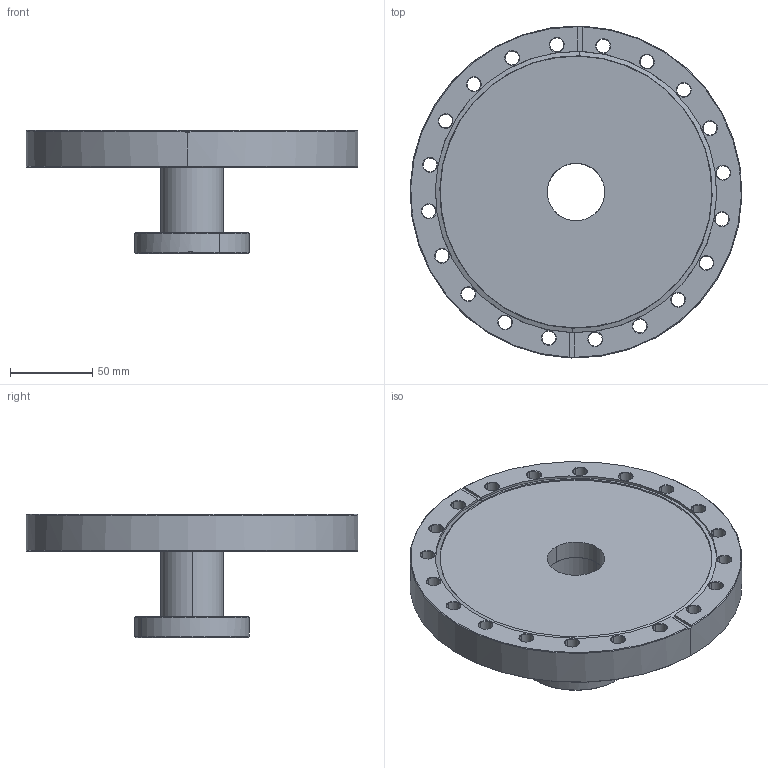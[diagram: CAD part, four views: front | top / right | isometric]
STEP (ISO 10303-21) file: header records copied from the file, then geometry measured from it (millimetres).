
FILE_DESCRIPTION (( 'STEP AP214' ), '1' );
FILE_NAME ('Hositrad_CFA150-38L.STEP', '2017-05-09T08:29:00', ( 'Gebruiker' ), ( '' ), 'SwSTEP 2.0', 'SolidWorks 2017', '' );
FILE_SCHEMA (( 'AUTOMOTIVE_DESIGN' ));
Length unit declared in the file: millimetre
Products named in the file (4): NW150CF-Blind_38.1 weld hole; NW35CF-Weld-38.1; CF-Tubulated-Adapters-All_CFA150-38L; Hositrad_CFA150-38L
Assembly tree (3 placements, depth 2):
  Hositrad_CFA150-38L
    CF-Tubulated-Adapters-All_CFA150-38L
    NW35CF-Weld-38.1
    NW150CF-Blind_38.1 weld hole
Bounding box: 202.33 x 202.39 x 75 mm (x, y, z)
Volume: 684116.8 mm3; surface area: 114050.3 mm2
Topology: 3 solids, 3 shells, 217 faces, 505 edges, 296 vertices
Faces by surface type: cone 125, cylinder 72, plane 20
Entity records: 6440 total; most frequent: DIRECTION 1226, CARTESIAN_POINT 1042, ORIENTED_EDGE 1010, EDGE_CURVE 505, AXIS2_PLACEMENT_3D 504, VERTEX_POINT 296, CIRCLE 281, EDGE_LOOP 277
